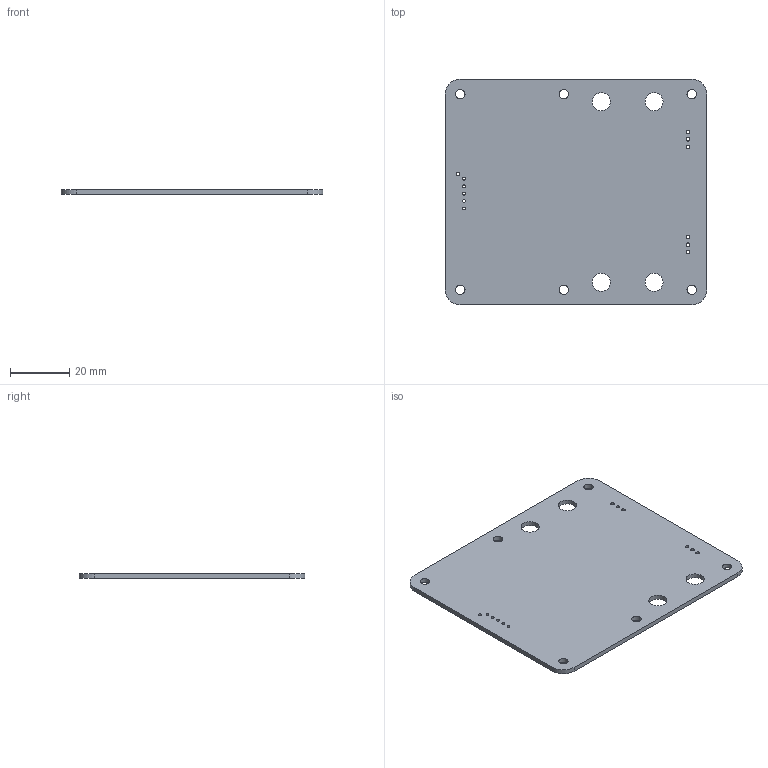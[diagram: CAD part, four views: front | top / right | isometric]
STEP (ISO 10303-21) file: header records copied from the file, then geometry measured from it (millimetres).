
FILE_DESCRIPTION(('KiCad electronic assembly'),'2;1');
FILE_NAME('loadSet_0x01.step','2023-04-21T19:53:34',('Pcbnew'),('Kicad') ,'Open CASCADE STEP processor 7.6','KiCad to STEP converter','Unknown' );
FILE_SCHEMA(('AUTOMOTIVE_DESIGN { 1 0 10303 214 1 1 1 1 }'));
Length unit declared in the file: millimetre
Products named in the file (2): loadSet_0x01 1; _autosave-loadSet_0x01 PCB
Assembly tree (1 placements, depth 2):
  loadSet_0x01 1
    _autosave-loadSet_0x01 PCB
Bounding box: 88.27 x 76.2 x 1.6 mm (x, y, z)
Volume: 10443.2 mm3; surface area: 13851.6 mm2
Topology: 1 solids, 1 shells, 32 faces, 90 edges, 60 vertices
Faces by surface type: cylinder 26, plane 6
Full cylindrical faces by diameter (mm): 0.95 x5, 1.2 x7, 3.2 x6, 6.1 x4
Entity records: 2371 total; most frequent: DIRECTION 390, CARTESIAN_POINT 364, ORIENTED_EDGE 180, PCURVE 180, DEFINITIONAL_REPRESENTATION 180, LINE 166, VECTOR 166, CIRCLE 104
